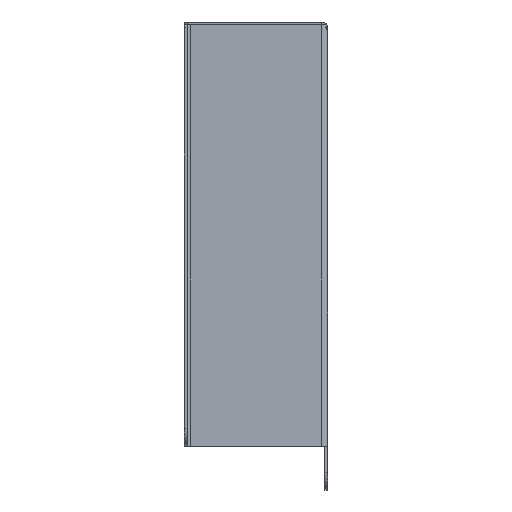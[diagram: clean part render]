
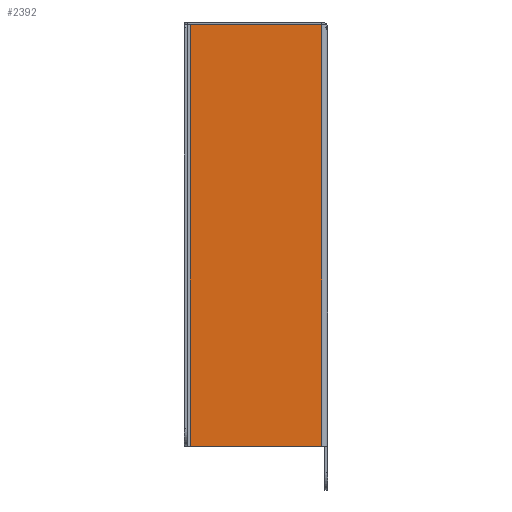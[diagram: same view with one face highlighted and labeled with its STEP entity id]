
A CAD part, left-side view. The second image highlights one B-rep face of the part: STEP entity #2392.
In plain terms, the highlighted planar face has unit normal (-1, 0, 0).
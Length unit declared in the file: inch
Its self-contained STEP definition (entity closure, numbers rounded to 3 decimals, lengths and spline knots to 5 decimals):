
#99 = VERTEX_POINT ( 'NONE', #1363 ) ;
#143 = ORIENTED_EDGE ( 'NONE', *, *, #624, .F. ) ;
#297 = ORIENTED_EDGE ( 'NONE', *, *, #993, .T. ) ;
#382 = LINE ( 'NONE', #2020, #1443 ) ;
#403 = FACE_OUTER_BOUND ( 'NONE', #2079, .T. ) ;
#433 = CARTESIAN_POINT ( 'NONE',  ( 0.7525, 0.0625, 0. ) ) ;
#478 = LINE ( 'NONE', #1866, #799 ) ;
#536 = ORIENTED_EDGE ( 'NONE', *, *, #627, .F. ) ;
#593 = CARTESIAN_POINT ( 'NONE',  ( 0.7525, 2.875, 0. ) ) ;
#624 = EDGE_CURVE ( 'NONE', #99, #1726, #821, .T. ) ;
#627 = EDGE_CURVE ( 'NONE', #715, #1618, #1629, .T. ) ;
#715 = VERTEX_POINT ( 'NONE', #1871 ) ;
#758 = VECTOR ( 'NONE', #1845, 39.37008 ) ;
#799 = VECTOR ( 'NONE', #2061, 39.37008 ) ;
#821 = LINE ( 'NONE', #593, #758 ) ;
#931 = AXIS2_PLACEMENT_3D ( 'NONE', #433, #1054, #1878 ) ;
#993 = EDGE_CURVE ( 'NONE', #715, #1726, #382, .T. ) ;
#1054 = DIRECTION ( 'NONE',  ( 1., 0., 0. ) ) ;
#1100 = CARTESIAN_POINT ( 'NONE',  ( 0.7525, 0.0625, -9.0025 ) ) ;
#1363 = CARTESIAN_POINT ( 'NONE',  ( 0.7525, 2.875, -9.0025 ) ) ;
#1410 = DIRECTION ( 'NONE',  ( 0., 0., -1. ) ) ;
#1443 = VECTOR ( 'NONE', #2607, 39.37008 ) ;
#1517 = ORIENTED_EDGE ( 'NONE', *, *, #2035, .T. ) ;
#1618 = VERTEX_POINT ( 'NONE', #1100 ) ;
#1629 = LINE ( 'NONE', #2454, #2308 ) ;
#1726 = VERTEX_POINT ( 'NONE', #1730 ) ;
#1730 = CARTESIAN_POINT ( 'NONE',  ( 0.7525, 2.875, 0. ) ) ;
#1845 = DIRECTION ( 'NONE',  ( 0., 0., 1. ) ) ;
#1866 = CARTESIAN_POINT ( 'NONE',  ( 0.7525, 1.46875, -9.0025 ) ) ;
#1871 = CARTESIAN_POINT ( 'NONE',  ( 0.7525, 0.0625, 0. ) ) ;
#1878 = DIRECTION ( 'NONE',  ( 0., 0., -1. ) ) ;
#2020 = CARTESIAN_POINT ( 'NONE',  ( 0.7525, 1.46875, 0. ) ) ;
#2035 = EDGE_CURVE ( 'NONE', #99, #1618, #478, .T. ) ;
#2061 = DIRECTION ( 'NONE',  ( 0., -1., 0. ) ) ;
#2079 = EDGE_LOOP ( 'NONE', ( #297, #143, #1517, #536 ) ) ;
#2285 = PLANE ( 'NONE',  #931 ) ;
#2308 = VECTOR ( 'NONE', #1410, 39.37008 ) ;
#2392 = ADVANCED_FACE ( 'NONE', ( #403 ), #2285, .F. ) ;
#2454 = CARTESIAN_POINT ( 'NONE',  ( 0.7525, 0.0625, 0. ) ) ;
#2607 = DIRECTION ( 'NONE',  ( 0., 1., 0. ) ) ;
